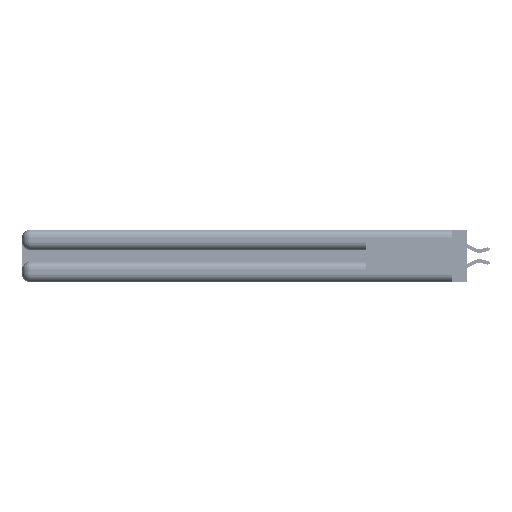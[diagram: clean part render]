
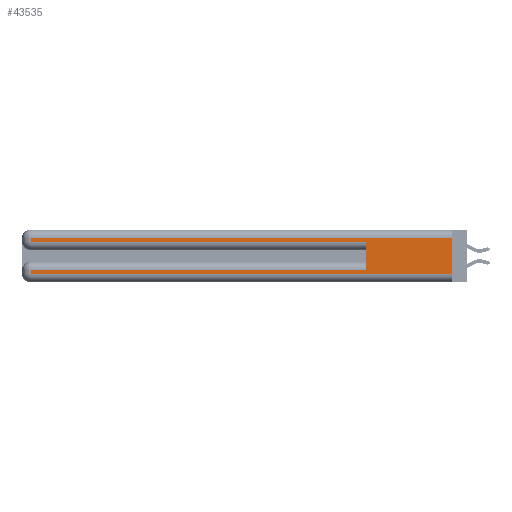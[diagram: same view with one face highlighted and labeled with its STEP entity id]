
A CAD part, left-side view. The second image highlights one B-rep face of the part: STEP entity #43535.
In plain terms, the highlighted planar face has unit normal (-1, 0, 0).
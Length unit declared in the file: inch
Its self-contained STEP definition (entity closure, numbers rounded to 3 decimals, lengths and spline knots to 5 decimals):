
#1259 = VECTOR ( 'NONE', #40956, 39.37008 ) ;
#2037 = EDGE_CURVE ( 'NONE', #48366, #48736, #32373, .T. ) ;
#5022 = VERTEX_POINT ( 'NONE', #28344 ) ;
#5045 = VECTOR ( 'NONE', #20512, 39.37008 ) ;
#5736 = LINE ( 'NONE', #33360, #38543 ) ;
#6029 = ORIENTED_EDGE ( 'NONE', *, *, #37666, .T. ) ;
#6395 = LINE ( 'NONE', #51246, #5045 ) ;
#7405 = VECTOR ( 'NONE', #25297, 39.37008 ) ;
#11014 = EDGE_LOOP ( 'NONE', ( #19467, #23433, #6029, #51524, #22383, #50876, #53571, #24828 ) ) ;
#11243 = DIRECTION ( 'NONE',  ( 0., 0., -1. ) ) ;
#13706 = CARTESIAN_POINT ( 'NONE',  ( 0., 0., 0.31 ) ) ;
#14867 = DIRECTION ( 'NONE',  ( 0., -1., 0. ) ) ;
#15211 = CARTESIAN_POINT ( 'NONE',  ( 0., 0.6, 0.085 ) ) ;
#16449 = DIRECTION ( 'NONE',  ( 0., 1., 0. ) ) ;
#17525 = EDGE_CURVE ( 'NONE', #5022, #18029, #38268, .T. ) ;
#18029 = VERTEX_POINT ( 'NONE', #23312 ) ;
#18041 = DIRECTION ( 'NONE',  ( 0., 1., 0. ) ) ;
#18466 = CARTESIAN_POINT ( 'NONE',  ( 0., 0., 0.37 ) ) ;
#19050 = EDGE_CURVE ( 'NONE', #28252, #48736, #41461, .T. ) ;
#19467 = ORIENTED_EDGE ( 'NONE', *, *, #17525, .F. ) ;
#20512 = DIRECTION ( 'NONE',  ( 0., 0., -1. ) ) ;
#21015 = CARTESIAN_POINT ( 'NONE',  ( 0., 0., 0.06 ) ) ;
#21932 = CARTESIAN_POINT ( 'NONE',  ( 0., 0.6, 0.145 ) ) ;
#22383 = ORIENTED_EDGE ( 'NONE', *, *, #19050, .F. ) ;
#22700 = DIRECTION ( 'NONE',  ( 0., 0., -1. ) ) ;
#23224 = CARTESIAN_POINT ( 'NONE',  ( 0., 0., 0.285 ) ) ;
#23312 = CARTESIAN_POINT ( 'NONE',  ( 0., 0., 0.06 ) ) ;
#23433 = ORIENTED_EDGE ( 'NONE', *, *, #44153, .T. ) ;
#24828 = ORIENTED_EDGE ( 'NONE', *, *, #34390, .T. ) ;
#25297 = DIRECTION ( 'NONE',  ( 0., -1., 0. ) ) ;
#25342 = FACE_OUTER_BOUND ( 'NONE', #11014, .T. ) ;
#26228 = DIRECTION ( 'NONE',  ( 0., 0., 1. ) ) ;
#28252 = VERTEX_POINT ( 'NONE', #15211 ) ;
#28344 = CARTESIAN_POINT ( 'NONE',  ( 0., 0., 0.31 ) ) ;
#30160 = LINE ( 'NONE', #21015, #7405 ) ;
#32322 = CARTESIAN_POINT ( 'NONE',  ( 0., 2.94, 0.37 ) ) ;
#32373 = LINE ( 'NONE', #23224, #53772 ) ;
#33360 = CARTESIAN_POINT ( 'NONE',  ( 0., 0., 0.085 ) ) ;
#34390 = EDGE_CURVE ( 'NONE', #51541, #18029, #30160, .T. ) ;
#34606 = CARTESIAN_POINT ( 'NONE',  ( 0., 2.94, 0.31 ) ) ;
#34713 = EDGE_CURVE ( 'NONE', #36071, #51541, #35446, .T. ) ;
#35446 = LINE ( 'NONE', #32322, #1259 ) ;
#36071 = VERTEX_POINT ( 'NONE', #37082 ) ;
#36376 = VERTEX_POINT ( 'NONE', #34606 ) ;
#37082 = CARTESIAN_POINT ( 'NONE',  ( 0., 2.94, 0.085 ) ) ;
#37666 = EDGE_CURVE ( 'NONE', #36376, #48366, #6395, .T. ) ;
#38268 = LINE ( 'NONE', #45438, #48270 ) ;
#38543 = VECTOR ( 'NONE', #16449, 39.37008 ) ;
#38642 = VECTOR ( 'NONE', #18041, 39.37008 ) ;
#39732 = PLANE ( 'NONE',  #52931 ) ;
#40003 = LINE ( 'NONE', #13706, #38642 ) ;
#40956 = DIRECTION ( 'NONE',  ( 0., 0., -1. ) ) ;
#41461 = LINE ( 'NONE', #21932, #51454 ) ;
#43535 = ADVANCED_FACE ( 'NONE', ( #25342 ), #39732, .F. ) ;
#44153 = EDGE_CURVE ( 'NONE', #5022, #36376, #40003, .T. ) ;
#45438 = CARTESIAN_POINT ( 'NONE',  ( 0., 0., 0.37 ) ) ;
#46548 = CARTESIAN_POINT ( 'NONE',  ( 0., 0.6, 0.285 ) ) ;
#48084 = CARTESIAN_POINT ( 'NONE',  ( 0., 2.94, 0.285 ) ) ;
#48270 = VECTOR ( 'NONE', #11243, 39.37008 ) ;
#48276 = DIRECTION ( 'NONE',  ( 1., 0., 0. ) ) ;
#48366 = VERTEX_POINT ( 'NONE', #48084 ) ;
#48736 = VERTEX_POINT ( 'NONE', #46548 ) ;
#50134 = CARTESIAN_POINT ( 'NONE',  ( 0., 2.94, 0.06 ) ) ;
#50876 = ORIENTED_EDGE ( 'NONE', *, *, #50910, .T. ) ;
#50910 = EDGE_CURVE ( 'NONE', #28252, #36071, #5736, .T. ) ;
#51246 = CARTESIAN_POINT ( 'NONE',  ( 0., 2.94, 0.37 ) ) ;
#51454 = VECTOR ( 'NONE', #26228, 39.37008 ) ;
#51524 = ORIENTED_EDGE ( 'NONE', *, *, #2037, .T. ) ;
#51541 = VERTEX_POINT ( 'NONE', #50134 ) ;
#52931 = AXIS2_PLACEMENT_3D ( 'NONE', #18466, #48276, #22700 ) ;
#53571 = ORIENTED_EDGE ( 'NONE', *, *, #34713, .T. ) ;
#53772 = VECTOR ( 'NONE', #14867, 39.37008 ) ;
